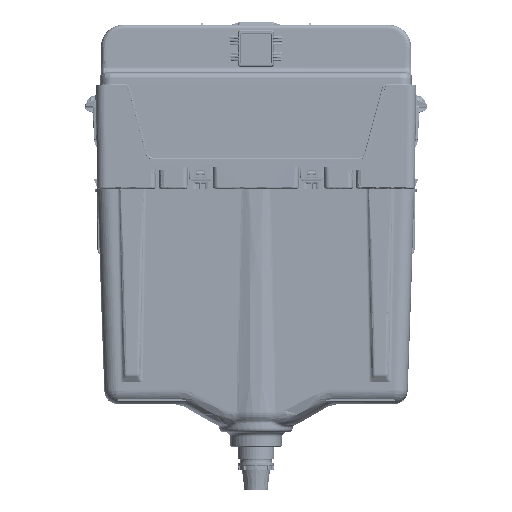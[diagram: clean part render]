
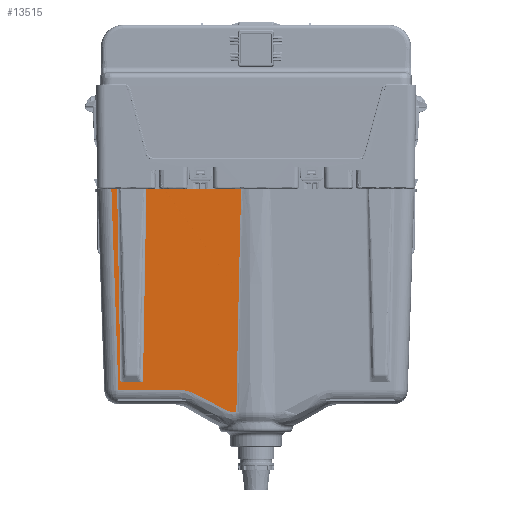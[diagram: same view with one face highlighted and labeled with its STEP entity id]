
A CAD part, left-side view. The second image highlights one B-rep face of the part: STEP entity #13515.
In plain terms, the highlighted planar face has unit normal (-1, 0, -0.018).
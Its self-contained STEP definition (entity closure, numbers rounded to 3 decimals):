
#1715=ELLIPSE('',#351842,2726.556,41.211);
#13515=ADVANCED_FACE('extract.12',(#21540),#200642,.T.);
#21540=FACE_OUTER_BOUND('',#129401,.T.);
#26853=CIRCLE('',#351843,16.015);
#31939=VECTOR('',#359255,0.5);
#31940=VECTOR('',#359255,44.572);
#32837=VECTOR('',#356233,7.868);
#32839=VECTOR('',#356238,23.4);
#32840=VECTOR('',#359902,0.308);
#32842=VECTOR('',#356233,82.381);
#32843=VECTOR('',#356233,4.054);
#32844=VECTOR('',#359903,33.48);
#32845=VECTOR('',#358831,26.948);
#32846=VECTOR('',#359904,0.182);
#32847=VECTOR('',#359905,263.779);
#32848=VECTOR('',#359906,23.861);
#32849=VECTOR('',#359907,263.796);
#32850=VECTOR('',#359878,275.556);
#38705=LINE('',#260322,#31939);
#38706=LINE('',#260323,#31940);
#39601=LINE('',#283992,#32837);
#39603=LINE('',#284002,#32839);
#39604=LINE('',#284005,#32840);
#39606=LINE('',#284072,#32842);
#39607=LINE('',#284087,#32843);
#39608=LINE('',#284088,#32844);
#39609=LINE('',#260317,#32845);
#39610=LINE('',#284090,#32846);
#39611=LINE('',#284092,#32847);
#39612=LINE('',#284093,#32848);
#39613=LINE('',#283992,#32849);
#39614=LINE('',#284073,#32850);
#66357=ORIENTED_EDGE('',*,*,#96506,.F.);
#66358=ORIENTED_EDGE('',*,*,#96507,.F.);
#66359=ORIENTED_EDGE('',*,*,#96508,.F.);
#66360=ORIENTED_EDGE('',*,*,#96509,.F.);
#66361=ORIENTED_EDGE('',*,*,#96510,.F.);
#66362=ORIENTED_EDGE('',*,*,#96511,.F.);
#66363=ORIENTED_EDGE('',*,*,#96512,.T.);
#66364=ORIENTED_EDGE('',*,*,#93606,.T.);
#66365=ORIENTED_EDGE('',*,*,#93605,.T.);
#66366=ORIENTED_EDGE('',*,*,#96513,.T.);
#66367=ORIENTED_EDGE('',*,*,#96514,.T.);
#66368=ORIENTED_EDGE('',*,*,#96515,.T.);
#66369=ORIENTED_EDGE('',*,*,#96502,.T.);
#66370=ORIENTED_EDGE('',*,*,#96501,.F.);
#66371=ORIENTED_EDGE('',*,*,#96516,.F.);
#66372=ORIENTED_EDGE('',*,*,#96517,.F.);
#66373=ORIENTED_EDGE('',*,*,#96518,.T.);
#66374=ORIENTED_EDGE('',*,*,#96519,.F.);
#66375=ORIENTED_EDGE('',*,*,#96520,.F.);
#66376=ORIENTED_EDGE('',*,*,#96495,.T.);
#66377=ORIENTED_EDGE('',*,*,#96521,.F.);
#93605=EDGE_CURVE('18990',#119285,#119284,#38705,.T.);
#93606=EDGE_CURVE('19939',#119286,#119285,#38706,.T.);
#96495=EDGE_CURVE('16022',#120922,#120921,#39601,.T.);
#96501=EDGE_CURVE('19938',#120927,#120928,#39603,.T.);
#96502=EDGE_CURVE('18992',#120929,#120928,#39604,.T.);
#96506=EDGE_CURVE('7887',#120930,#120931,#39606,.T.);
#96507=EDGE_CURVE('7888',#120932,#120930,#109668,.T.);
#96508=EDGE_CURVE('7889',#120933,#120932,#109669,.T.);
#96509=EDGE_CURVE('7890',#120934,#120933,#109670,.T.);
#96510=EDGE_CURVE('7891',#120935,#120934,#39607,.T.);
#96511=EDGE_CURVE('7892',#120936,#120935,#1715,.T.);
#96512=EDGE_CURVE('16079',#120936,#119286,#39608,.T.);
#96513=EDGE_CURVE('16080',#119284,#120937,#39609,.T.);
#96514=EDGE_CURVE('16084',#120937,#120938,#26853,.T.);
#96515=EDGE_CURVE('18991',#120938,#120929,#39610,.T.);
#96516=EDGE_CURVE('7883',#120939,#120927,#39611,.T.);
#96517=EDGE_CURVE('7893',#120940,#120939,#109671,.T.);
#96518=EDGE_CURVE('7884',#120940,#120941,#39612,.T.);
#96519=EDGE_CURVE('7885',#120942,#120941,#109672,.T.);
#96520=EDGE_CURVE('7886',#120922,#120942,#39613,.T.);
#96521=EDGE_CURVE('19960',#120931,#120921,#39614,.T.);
#109668=B_SPLINE_CURVE_WITH_KNOTS('',3,(#284074,#284075,#284076,#284077,#284072),.UNSPECIFIED.,.F.,.U.,(4,1,4),(0.,0.498,1.),.UNSPECIFIED.);
#109669=B_SPLINE_CURVE_WITH_KNOTS('',3,(#284078,#284079,#284080,#284081,#284082,#284074),.UNSPECIFIED.,.F.,.U.,(4,1,1,4),(0.,0.25,0.5,1.),.UNSPECIFIED.);
#109670=B_SPLINE_CURVE_WITH_KNOTS('',3,(#284083,#284084,#284085,#284086,#284078),.UNSPECIFIED.,.F.,.U.,(4,1,4),(0.,0.499,1.),.UNSPECIFIED.);
#109671=B_SPLINE_CURVE_WITH_KNOTS('',3,(#284093,#284094,#284095,#284096,#284097,#284098,#284099,#284100,#284101,#284102,#284103,#284104,#284092),.UNSPECIFIED.,.F.,.U.,(4,1,1,1,1,1,1,1,1,1,4),(0.,0.084,0.176,0.272,0.371,0.469,0.563,0.657,0.75,0.874,1.),.UNSPECIFIED.);
#109672=B_SPLINE_CURVE_WITH_KNOTS('',3,(#284107,#284108,#284109,#284110,#284111,#284112,#284113,#284114,#284115,#284116,#284117,#284118,#284105),.UNSPECIFIED.,.F.,.U.,(4,1,1,1,1,1,1,1,1,1,4),(0.,0.073,0.145,0.215,0.286,0.358,0.429,0.501,0.674,0.846,1.),.UNSPECIFIED.);
#119284=VERTEX_POINT('10633',#260317);
#119285=VERTEX_POINT('11745',#260322);
#119286=VERTEX_POINT('10624',#260323);
#120921=VERTEX_POINT('5006',#283990);
#120922=VERTEX_POINT('5007',#283992);
#120927=VERTEX_POINT('4985',#284002);
#120928=VERTEX_POINT('11744',#284004);
#120929=VERTEX_POINT('11950',#284005);
#120930=VERTEX_POINT('5191',#284072);
#120931=VERTEX_POINT('5190',#284073);
#120932=VERTEX_POINT('5192',#284074);
#120933=VERTEX_POINT('5193',#284078);
#120934=VERTEX_POINT('5194',#284083);
#120935=VERTEX_POINT('5195',#284087);
#120936=VERTEX_POINT('4987',#284088);
#120937=VERTEX_POINT('10632',#284089);
#120938=VERTEX_POINT('10610',#284090);
#120939=VERTEX_POINT('5186',#284092);
#120940=VERTEX_POINT('5187',#284093);
#120941=VERTEX_POINT('5188',#284105);
#120942=VERTEX_POINT('5189',#284106);
#129401=EDGE_LOOP('',(#66357,#66358,#66359,#66360,#66361,#66362,#66363,#66364,#66365,#66366,#66367,#66368,#66369,#66370,#66371,#66372,#66373,#66374,#66375,#66376,#66377));
#200642=PLANE('',#351841);
#260317=CARTESIAN_POINT('',(-55.208,98.844,-311.686));
#260322=CARTESIAN_POINT('',(-55.208,98.344,-311.686));
#260323=CARTESIAN_POINT('',(-55.209,53.772,-311.686));
#282825=CARTESIAN_POINT('',(-13.792,0.,-2684.438));
#283990=CARTESIAN_POINT('',(-55.209,197.868,-311.686));
#283992=CARTESIAN_POINT('',(-55.209,190.,-311.686));
#284002=CARTESIAN_POINT('',(-55.209,150.,-311.686));
#284004=CARTESIAN_POINT('',(-55.209,126.6,-311.686));
#284005=CARTESIAN_POINT('',(-55.202,126.292,-311.686));
#284071=CARTESIAN_POINT('',(-55.742,215.626,-281.151));
#284072=CARTESIAN_POINT('',(-50.402,105.956,-587.035));
#284073=CARTESIAN_POINT('',(-50.402,188.337,-587.035));
#284074=CARTESIAN_POINT('',(-50.3,82.865,-592.93));
#284075=CARTESIAN_POINT('',(-50.333,86.369,-591.024));
#284076=CARTESIAN_POINT('',(-50.385,93.902,-588.056));
#284077=CARTESIAN_POINT('',(-50.402,101.939,-587.035));
#284078=CARTESIAN_POINT('',(-49.909,39.437,-615.294));
#284079=CARTESIAN_POINT('',(-49.939,43.132,-613.583));
#284080=CARTESIAN_POINT('',(-50.001,50.458,-610.026));
#284081=CARTESIAN_POINT('',(-50.131,64.953,-602.601));
#284082=CARTESIAN_POINT('',(-50.232,75.713,-596.822));
#284083=CARTESIAN_POINT('',(-49.879,30.917,-617.035));
#284084=CARTESIAN_POINT('',(-49.879,32.371,-617.035));
#284085=CARTESIAN_POINT('',(-49.883,35.294,-616.783));
#284086=CARTESIAN_POINT('',(-49.899,38.11,-615.908));
#284087=CARTESIAN_POINT('',(-49.879,26.863,-617.035));
#284088=CARTESIAN_POINT('',(-55.209,20.292,-311.686));
#284089=CARTESIAN_POINT('',(-55.209,125.792,-311.686));
#284090=CARTESIAN_POINT('',(-55.209,126.111,-311.686));
#284091=CARTESIAN_POINT('',(-71.223,125.952,-311.686));
#284092=CARTESIAN_POINT('',(-50.606,154.604,-575.385));
#284093=CARTESIAN_POINT('',(-50.583,158.068,-576.68));
#284094=CARTESIAN_POINT('',(-50.583,157.962,-576.678));
#284095=CARTESIAN_POINT('',(-50.584,157.74,-576.674));
#284096=CARTESIAN_POINT('',(-50.585,157.396,-576.645));
#284097=CARTESIAN_POINT('',(-50.585,157.036,-576.595));
#284098=CARTESIAN_POINT('',(-50.586,156.674,-576.519));
#284099=CARTESIAN_POINT('',(-50.588,156.319,-576.42));
#284100=CARTESIAN_POINT('',(-50.59,155.98,-576.295));
#284101=CARTESIAN_POINT('',(-50.593,155.656,-576.145));
#284102=CARTESIAN_POINT('',(-50.596,155.313,-575.953));
#284103=CARTESIAN_POINT('',(-50.6,154.953,-575.708));
#284104=CARTESIAN_POINT('',(-50.604,154.721,-575.494));
#284105=CARTESIAN_POINT('',(-50.583,181.929,-576.693));
#284106=CARTESIAN_POINT('',(-50.606,185.396,-575.402));
#284107=CARTESIAN_POINT('',(-50.606,185.396,-575.402));
#284108=CARTESIAN_POINT('',(-50.604,185.329,-575.466));
#284109=CARTESIAN_POINT('',(-50.602,185.196,-575.592));
#284110=CARTESIAN_POINT('',(-50.6,184.983,-575.761));
#284111=CARTESIAN_POINT('',(-50.597,184.763,-575.916));
#284112=CARTESIAN_POINT('',(-50.595,184.532,-576.057));
#284113=CARTESIAN_POINT('',(-50.592,184.293,-576.184));
#284114=CARTESIAN_POINT('',(-50.59,184.045,-576.296));
#284115=CARTESIAN_POINT('',(-50.587,183.673,-576.441));
#284116=CARTESIAN_POINT('',(-50.585,183.162,-576.578));
#284117=CARTESIAN_POINT('',(-50.584,182.537,-576.675));
#284118=CARTESIAN_POINT('',(-50.583,182.124,-576.687));
#351841=AXIS2_PLACEMENT_3D('',#284071,#356741,#356244);
#351842=AXIS2_PLACEMENT_3D('',#282825,#356741,#357010);
#351843=AXIS2_PLACEMENT_3D('',#284091,#356229,#359460);
#356229=DIRECTION('',(0.,0.,1.));
#356233=DIRECTION('',(0.,1.,0.));
#356238=DIRECTION('',(0.,-1.,0.));
#356244=DIRECTION('',(0.017,0.,-1.));
#356741=DIRECTION('',(-1.,0.,-0.017));
#357010=DIRECTION('',(-0.017,0.,1.));
#358831=DIRECTION('',(0.,1.,0.));
#359255=DIRECTION('',(0.,1.,0.));
#359460=DIRECTION('',(1.,-0.01,0.));
#359878=DIRECTION('',(-0.017,0.035,0.999));
#359902=DIRECTION('',(-0.021,1.,0.));
#359903=DIRECTION('',(0.,1.,0.));
#359904=DIRECTION('',(0.036,0.999,0.));
#359905=DIRECTION('',(-0.017,-0.017,1.));
#359906=DIRECTION('',(0.,1.,-0.001));
#359907=DIRECTION('',(0.017,-0.017,-1.));
